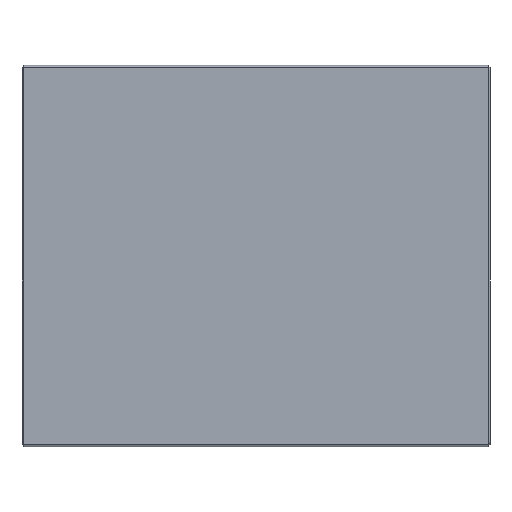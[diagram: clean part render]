
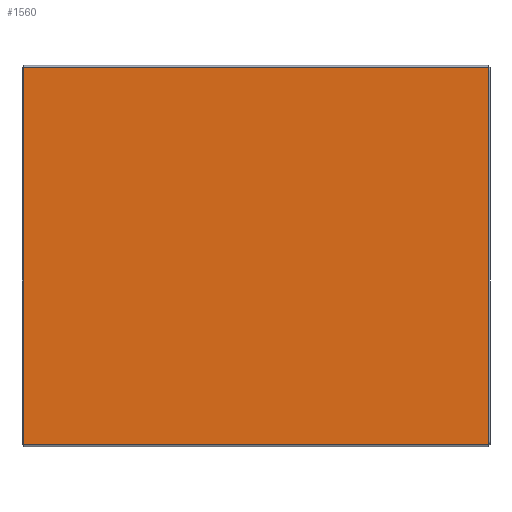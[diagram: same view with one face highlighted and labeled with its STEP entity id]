
A CAD part, top view. The second image highlights one B-rep face of the part: STEP entity #1560.
In plain terms, the highlighted planar face has unit normal (0, 0, 1).
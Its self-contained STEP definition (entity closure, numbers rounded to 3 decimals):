
#55 = VERTEX_POINT ( 'NONE', #1596 ) ;
#57 = CARTESIAN_POINT ( 'NONE',  ( 350., 284.5, 0. ) ) ;
#75 = LINE ( 'NONE', #767, #1023 ) ;
#89 = VECTOR ( 'NONE', #1623, 1000. ) ;
#104 = DIRECTION ( 'NONE',  ( 1., 0., 0. ) ) ;
#132 = VECTOR ( 'NONE', #104, 1000. ) ;
#294 = VERTEX_POINT ( 'NONE', #502 ) ;
#326 = DIRECTION ( 'NONE',  ( 1., 0., 0. ) ) ;
#344 = EDGE_CURVE ( 'NONE', #417, #294, #675, .T. ) ;
#417 = VERTEX_POINT ( 'NONE', #1431 ) ;
#424 = VECTOR ( 'NONE', #690, 1000. ) ;
#427 = EDGE_CURVE ( 'NONE', #417, #55, #1106, .T. ) ;
#457 = CARTESIAN_POINT ( 'NONE',  ( 0., 0., 0. ) ) ;
#481 = VERTEX_POINT ( 'NONE', #1581 ) ;
#502 = CARTESIAN_POINT ( 'NONE',  ( 350., -284.5, 0. ) ) ;
#542 = CARTESIAN_POINT ( 'NONE',  ( -353., 284.5, 0. ) ) ;
#629 = ORIENTED_EDGE ( 'NONE', *, *, #427, .T. ) ;
#639 = ORIENTED_EDGE ( 'NONE', *, *, #794, .F. ) ;
#675 = LINE ( 'NONE', #57, #89 ) ;
#690 = DIRECTION ( 'NONE',  ( -1., 0., 0. ) ) ;
#729 = PLANE ( 'NONE',  #1395 ) ;
#736 = CARTESIAN_POINT ( 'NONE',  ( -353., -284.5, 0. ) ) ;
#767 = CARTESIAN_POINT ( 'NONE',  ( -350., -284.5, 0. ) ) ;
#794 = EDGE_CURVE ( 'NONE', #481, #55, #75, .T. ) ;
#983 = FACE_OUTER_BOUND ( 'NONE', #1508, .T. ) ;
#1023 = VECTOR ( 'NONE', #1407, 1000. ) ;
#1099 = ORIENTED_EDGE ( 'NONE', *, *, #344, .F. ) ;
#1106 = LINE ( 'NONE', #542, #424 ) ;
#1183 = EDGE_CURVE ( 'NONE', #481, #294, #1461, .T. ) ;
#1395 = AXIS2_PLACEMENT_3D ( 'NONE', #457, #1505, #326 ) ;
#1397 = ORIENTED_EDGE ( 'NONE', *, *, #1183, .T. ) ;
#1407 = DIRECTION ( 'NONE',  ( 0., 1., 0. ) ) ;
#1431 = CARTESIAN_POINT ( 'NONE',  ( 350., 284.5, 0. ) ) ;
#1461 = LINE ( 'NONE', #736, #132 ) ;
#1505 = DIRECTION ( 'NONE',  ( 0., 0., 1. ) ) ;
#1508 = EDGE_LOOP ( 'NONE', ( #629, #639, #1397, #1099 ) ) ;
#1560 = ADVANCED_FACE ( 'NONE', ( #983 ), #729, .T. ) ;
#1581 = CARTESIAN_POINT ( 'NONE',  ( -350., -284.5, 0. ) ) ;
#1596 = CARTESIAN_POINT ( 'NONE',  ( -350., 284.5, 0. ) ) ;
#1623 = DIRECTION ( 'NONE',  ( 0., -1., 0. ) ) ;
